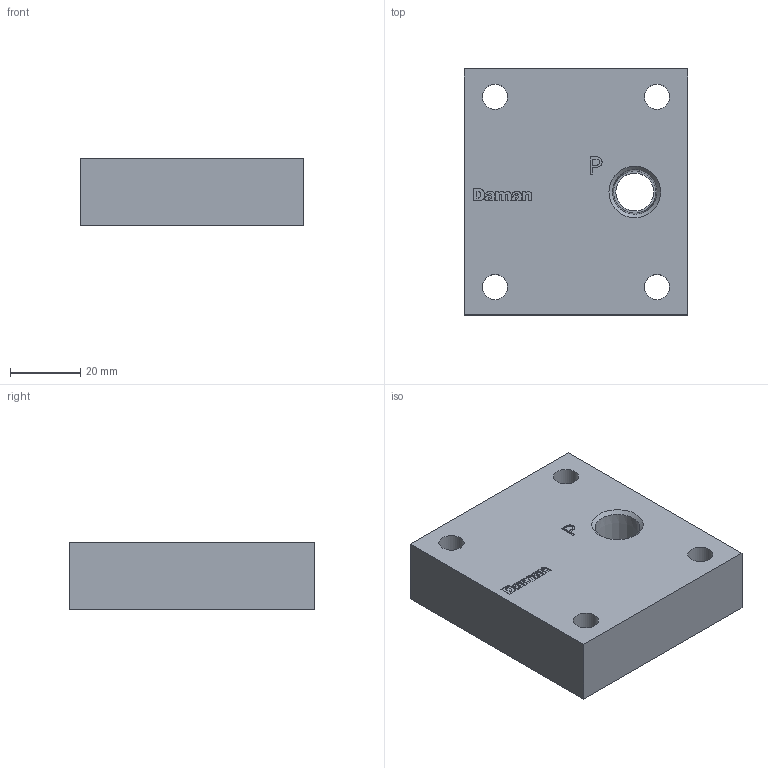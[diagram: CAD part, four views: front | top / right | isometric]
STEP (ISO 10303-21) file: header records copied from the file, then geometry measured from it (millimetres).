
FILE_DESCRIPTION( ( 'STEP AP214' ), ' ' );
FILE_NAME( 'AD05CPPG.stp', '2018-07-01T13:37:28', ( '' ), ( '' ), ' ', 'PARTsolutions', ' ' );
FILE_SCHEMA( ( 'AUTOMOTIVE_DESIGN { 1 0 10303 214 1 1 1 1 }' ) );
Length unit declared in the file: inch
Products named in the file (1): _AD05CPPG
Bounding box: 63.5 x 69.85 x 19.05 mm (x, y, z)
Volume: 78175.2 mm3; surface area: 16131.9 mm2
Topology: 1 solids, 1 shells, 144 faces, 377 edges, 251 vertices
Faces by surface type: plane 96, cylinder 46, cone 2
Full cylindrical faces by diameter (mm): 7.137 x4, 10.719 x1, 15.875 x5
Entity records: 5556 total; most frequent: CARTESIAN_POINT 761, DIRECTION 750, ORIENTED_EDGE 730, EDGE_CURVE 365, LINE 270, VECTOR 270, VERTEX_POINT 251, AXIS2_PLACEMENT_3D 240
